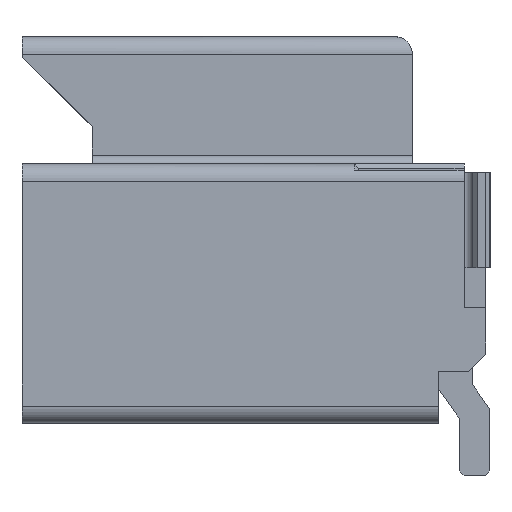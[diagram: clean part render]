
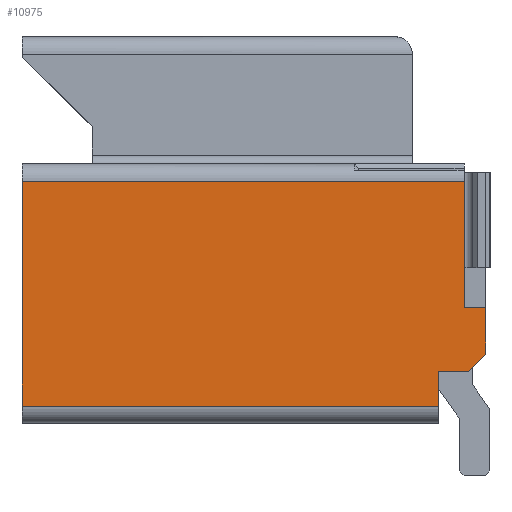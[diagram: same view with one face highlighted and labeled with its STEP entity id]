
A CAD part, left-side view. The second image highlights one B-rep face of the part: STEP entity #10975.
In plain terms, the highlighted planar face has unit normal (-1, 0, 0).
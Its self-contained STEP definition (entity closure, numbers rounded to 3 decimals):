
#97 = EDGE_CURVE ( 'NONE', #4835, #12908, #10891, .T. ) ;
#625 = VECTOR ( 'NONE', #8183, 1000. ) ;
#664 = VECTOR ( 'NONE', #3282, 1000. ) ;
#940 = CARTESIAN_POINT ( 'NONE',  ( -4.5, -2.43, 1.425 ) ) ;
#1149 = DIRECTION ( 'NONE',  ( 0., -1., 0. ) ) ;
#1238 = DIRECTION ( 'NONE',  ( 0., -1., 0. ) ) ;
#1360 = ORIENTED_EDGE ( 'NONE', *, *, #9603, .T. ) ;
#1637 = VERTEX_POINT ( 'NONE', #5635 ) ;
#1645 = VECTOR ( 'NONE', #8550, 1000. ) ;
#2025 = ORIENTED_EDGE ( 'NONE', *, *, #7662, .T. ) ;
#2141 = VECTOR ( 'NONE', #12284, 1000. ) ;
#2298 = CARTESIAN_POINT ( 'NONE',  ( -4.5, -2.68, -0.9 ) ) ;
#2731 = CARTESIAN_POINT ( 'NONE',  ( -4.5, 0., 1.3 ) ) ;
#2906 = ORIENTED_EDGE ( 'NONE', *, *, #9769, .T. ) ;
#3116 = VECTOR ( 'NONE', #6785, 1000. ) ;
#3138 = CARTESIAN_POINT ( 'NONE',  ( -4.5, -2.48, -0.9 ) ) ;
#3282 = DIRECTION ( 'NONE',  ( 0., 0., -1. ) ) ;
#3305 = VERTEX_POINT ( 'NONE', #9970 ) ;
#3481 = AXIS2_PLACEMENT_3D ( 'NONE', #7424, #7294, #6388 ) ;
#3557 = EDGE_CURVE ( 'NONE', #1637, #10413, #6712, .T. ) ;
#3830 = CARTESIAN_POINT ( 'NONE',  ( -4.5, 2.68, 1.3 ) ) ;
#4135 = ORIENTED_EDGE ( 'NONE', *, *, #10911, .T. ) ;
#4139 = LINE ( 'NONE', #10843, #6577 ) ;
#4481 = VERTEX_POINT ( 'NONE', #3138 ) ;
#4524 = VECTOR ( 'NONE', #8527, 1000. ) ;
#4835 = VERTEX_POINT ( 'NONE', #7684 ) ;
#5173 = VECTOR ( 'NONE', #1238, 1000. ) ;
#5290 = CARTESIAN_POINT ( 'NONE',  ( -4.5, -2.68, -0.7 ) ) ;
#5391 = LINE ( 'NONE', #12697, #1645 ) ;
#5635 = CARTESIAN_POINT ( 'NONE',  ( -4.5, -2.13, -0.9 ) ) ;
#6261 = CARTESIAN_POINT ( 'NONE',  ( -4.5, -2.13, -1.3 ) ) ;
#6388 = DIRECTION ( 'NONE',  ( 0., 0., 1. ) ) ;
#6577 = VECTOR ( 'NONE', #10937, 1000. ) ;
#6647 = EDGE_CURVE ( 'NONE', #4481, #9292, #4139, .T. ) ;
#6706 = ORIENTED_EDGE ( 'NONE', *, *, #9771, .T. ) ;
#6712 = LINE ( 'NONE', #10551, #3116 ) ;
#6785 = DIRECTION ( 'NONE',  ( 0., 0., -1. ) ) ;
#7075 = ORIENTED_EDGE ( 'NONE', *, *, #97, .T. ) ;
#7288 = VECTOR ( 'NONE', #1149, 1000. ) ;
#7294 = DIRECTION ( 'NONE',  ( -1., 0., 0. ) ) ;
#7424 = CARTESIAN_POINT ( 'NONE',  ( -4.5, 0., 0. ) ) ;
#7644 = ORIENTED_EDGE ( 'NONE', *, *, #6647, .T. ) ;
#7655 = CARTESIAN_POINT ( 'NONE',  ( -4.5, -2.68, -0.16 ) ) ;
#7662 = EDGE_CURVE ( 'NONE', #1637, #4481, #10883, .T. ) ;
#7684 = CARTESIAN_POINT ( 'NONE',  ( -4.5, -2.43, 1.3 ) ) ;
#7737 = VERTEX_POINT ( 'NONE', #7750 ) ;
#7750 = CARTESIAN_POINT ( 'NONE',  ( -4.5, 2.68, -1.3 ) ) ;
#8183 = DIRECTION ( 'NONE',  ( 0., 1., 0. ) ) ;
#8401 = CARTESIAN_POINT ( 'NONE',  ( -4.5, 0., -1.3 ) ) ;
#8527 = DIRECTION ( 'NONE',  ( 0., 1., 0. ) ) ;
#8550 = DIRECTION ( 'NONE',  ( 0., 0., 1. ) ) ;
#9289 = LINE ( 'NONE', #9546, #664 ) ;
#9292 = VERTEX_POINT ( 'NONE', #5290 ) ;
#9430 = PLANE ( 'NONE',  #3481 ) ;
#9546 = CARTESIAN_POINT ( 'NONE',  ( -4.5, 2.68, -1.5 ) ) ;
#9603 = EDGE_CURVE ( 'NONE', #3305, #4835, #11909, .T. ) ;
#9609 = FACE_OUTER_BOUND ( 'NONE', #11783, .T. ) ;
#9769 = EDGE_CURVE ( 'NONE', #9292, #13224, #5391, .T. ) ;
#9771 = EDGE_CURVE ( 'NONE', #12908, #7737, #9289, .T. ) ;
#9970 = CARTESIAN_POINT ( 'NONE',  ( -4.5, -2.43, -0.16 ) ) ;
#10413 = VERTEX_POINT ( 'NONE', #6261 ) ;
#10417 = ORIENTED_EDGE ( 'NONE', *, *, #13127, .T. ) ;
#10551 = CARTESIAN_POINT ( 'NONE',  ( -4.5, -2.13, -0.9 ) ) ;
#10843 = CARTESIAN_POINT ( 'NONE',  ( -4.5, -1.69, -1.69 ) ) ;
#10883 = LINE ( 'NONE', #2298, #7288 ) ;
#10891 = LINE ( 'NONE', #2731, #625 ) ;
#10911 = EDGE_CURVE ( 'NONE', #13224, #3305, #12656, .T. ) ;
#10937 = DIRECTION ( 'NONE',  ( 0., -0.707, 0.707 ) ) ;
#10975 = ADVANCED_FACE ( 'NONE', ( #9609 ), #9430, .T. ) ;
#11783 = EDGE_LOOP ( 'NONE', ( #2025, #7644, #2906, #4135, #1360, #7075, #6706, #10417, #13338 ) ) ;
#11838 = LINE ( 'NONE', #8401, #5173 ) ;
#11909 = LINE ( 'NONE', #940, #2141 ) ;
#12284 = DIRECTION ( 'NONE',  ( 0., 0., 1. ) ) ;
#12523 = CARTESIAN_POINT ( 'NONE',  ( -4.5, -2.43, -0.16 ) ) ;
#12656 = LINE ( 'NONE', #12523, #4524 ) ;
#12697 = CARTESIAN_POINT ( 'NONE',  ( -4.5, -2.68, -0.16 ) ) ;
#12908 = VERTEX_POINT ( 'NONE', #3830 ) ;
#13127 = EDGE_CURVE ( 'NONE', #7737, #10413, #11838, .T. ) ;
#13224 = VERTEX_POINT ( 'NONE', #7655 ) ;
#13338 = ORIENTED_EDGE ( 'NONE', *, *, #3557, .F. ) ;
